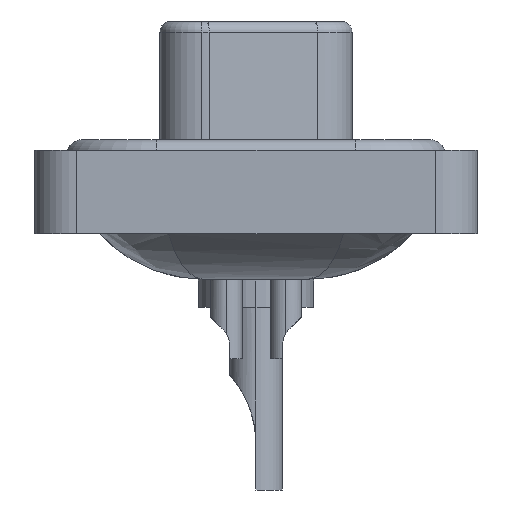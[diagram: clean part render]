
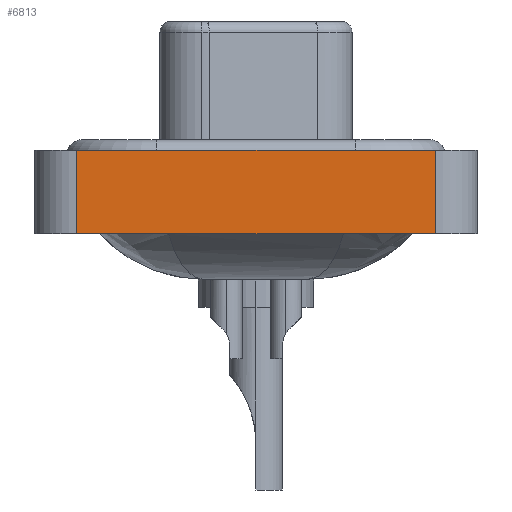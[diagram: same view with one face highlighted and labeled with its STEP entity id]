
A CAD part, left-side view. The second image highlights one B-rep face of the part: STEP entity #6813.
In plain terms, the highlighted planar face has unit normal (-1, 0, 0).
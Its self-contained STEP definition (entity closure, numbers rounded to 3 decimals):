
#406 = FACE_OUTER_BOUND ( 'NONE', #19424, .T. ) ;
#937 = VERTEX_POINT ( 'NONE', #3287 ) ;
#1964 = ORIENTED_EDGE ( 'NONE', *, *, #22188, .F. ) ;
#2671 = CARTESIAN_POINT ( 'NONE',  ( -7.35, -8.55, -3.6 ) ) ;
#3287 = CARTESIAN_POINT ( 'NONE',  ( -7.35, 8.55, -3.6 ) ) ;
#3307 = DIRECTION ( 'NONE',  ( 0., 0., 1. ) ) ;
#3585 = VERTEX_POINT ( 'NONE', #7125 ) ;
#4266 = DIRECTION ( 'NONE',  ( -1., 0., 0. ) ) ;
#4717 = ORIENTED_EDGE ( 'NONE', *, *, #17336, .T. ) ;
#6317 = LINE ( 'NONE', #16628, #7365 ) ;
#6813 = ADVANCED_FACE ( 'NONE', ( #406 ), #20811, .T. ) ;
#7125 = CARTESIAN_POINT ( 'NONE',  ( -7.35, -8.55, 0.4 ) ) ;
#7365 = VECTOR ( 'NONE', #14301, 1000. ) ;
#7623 = DIRECTION ( 'NONE',  ( 0., 0., 1. ) ) ;
#7985 = CARTESIAN_POINT ( 'NONE',  ( -7.35, -8.55, -3.6 ) ) ;
#9907 = LINE ( 'NONE', #15440, #14954 ) ;
#10026 = ORIENTED_EDGE ( 'NONE', *, *, #17761, .T. ) ;
#11392 = ORIENTED_EDGE ( 'NONE', *, *, #22636, .F. ) ;
#11964 = CARTESIAN_POINT ( 'NONE',  ( -7.35, -8.55, -3.6 ) ) ;
#12065 = VECTOR ( 'NONE', #3307, 1000. ) ;
#14301 = DIRECTION ( 'NONE',  ( 0., -1., 0. ) ) ;
#14930 = AXIS2_PLACEMENT_3D ( 'NONE', #7985, #4266, #7623 ) ;
#14954 = VECTOR ( 'NONE', #22973, 1000. ) ;
#15440 = CARTESIAN_POINT ( 'NONE',  ( -7.35, -8.55, -3.6 ) ) ;
#16628 = CARTESIAN_POINT ( 'NONE',  ( -7.35, -8.55, 0.4 ) ) ;
#16775 = LINE ( 'NONE', #20229, #12065 ) ;
#17336 = EDGE_CURVE ( 'NONE', #937, #17714, #9907, .T. ) ;
#17346 = VECTOR ( 'NONE', #21686, 1000. ) ;
#17714 = VERTEX_POINT ( 'NONE', #2671 ) ;
#17761 = EDGE_CURVE ( 'NONE', #17714, #3585, #21332, .T. ) ;
#18783 = CARTESIAN_POINT ( 'NONE',  ( -7.35, 8.55, 0.4 ) ) ;
#19424 = EDGE_LOOP ( 'NONE', ( #10026, #11392, #1964, #4717 ) ) ;
#20229 = CARTESIAN_POINT ( 'NONE',  ( -7.35, 8.55, -3.6 ) ) ;
#20811 = PLANE ( 'NONE',  #14930 ) ;
#21332 = LINE ( 'NONE', #11964, #17346 ) ;
#21686 = DIRECTION ( 'NONE',  ( 0., 0., 1. ) ) ;
#21877 = VERTEX_POINT ( 'NONE', #18783 ) ;
#22188 = EDGE_CURVE ( 'NONE', #937, #21877, #16775, .T. ) ;
#22636 = EDGE_CURVE ( 'NONE', #21877, #3585, #6317, .T. ) ;
#22973 = DIRECTION ( 'NONE',  ( 0., -1., 0. ) ) ;
